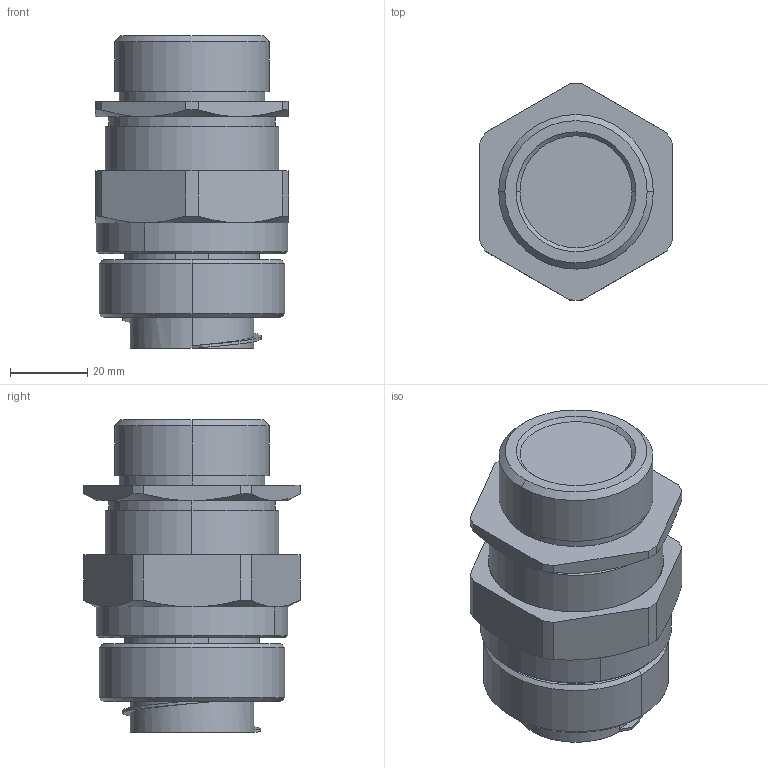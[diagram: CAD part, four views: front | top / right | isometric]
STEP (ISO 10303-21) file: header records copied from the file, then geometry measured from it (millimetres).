
FILE_DESCRIPTION (( 'STEP AP203' ), '1' );
FILE_NAME ('庋蟯4M-32虮.STEP', '2021-05-27T08:35:16', ( '' ), ( '' ), 'SwSTEP 2.0', 'SolidWorks 2018', '' );
FILE_SCHEMA (( 'CONFIG_CONTROL_DESIGN' ));
Length unit declared in the file: millimetre
Products named in the file (1): 庋蟯4M-32虮
Bounding box: 50 x 55.99 x 81 mm (x, y, z)
Volume: 120951.9 mm3; surface area: 24229.8 mm2
Topology: 1 solids, 1 shells, 122 faces, 279 edges, 175 vertices
Faces by surface type: cylinder 45, plane 44, cone 30, bspline 3
Entity records: 3931 total; most frequent: CARTESIAN_POINT 1072, DIRECTION 611, ORIENTED_EDGE 558, EDGE_CURVE 279, AXIS2_PLACEMENT_3D 246, VERTEX_POINT 175, EDGE_LOOP 138, CIRCLE 126
